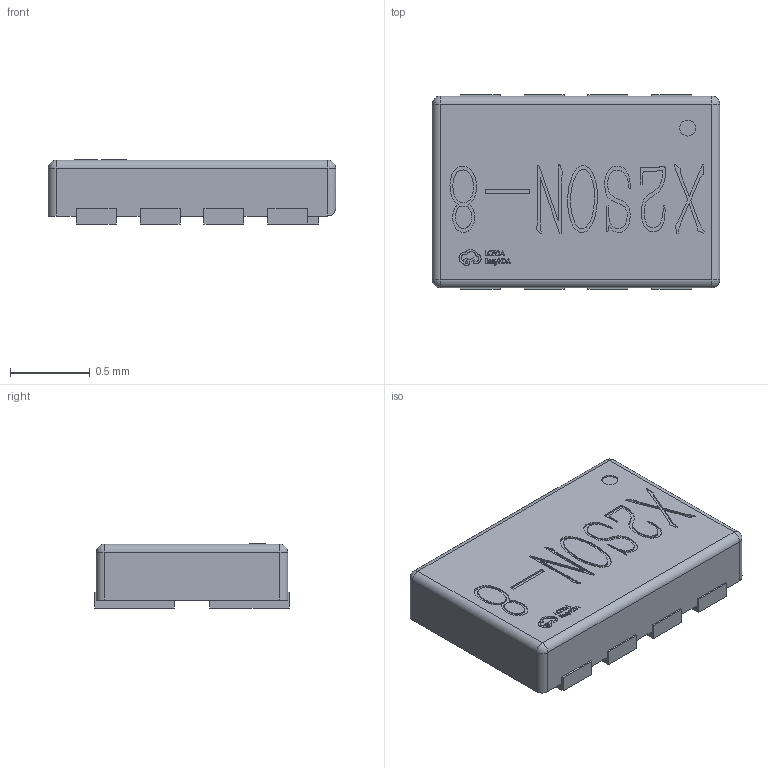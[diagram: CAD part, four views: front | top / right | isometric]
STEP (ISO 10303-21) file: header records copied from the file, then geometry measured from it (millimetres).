
FILE_DESCRIPTION (( 'STEP AP214' ), '1' );
FILE_NAME ('X2SON-8_L1.8-W1.2-H0.4-P0.40-LS1.2-BL.step', '2022-07-26T09:41:24', ( '' ), ( '' ), 'SwSTEP 2.0', 'SolidWorks 2020', '' );
FILE_SCHEMA (( 'AUTOMOTIVE_DESIGN' ));
Length unit declared in the file: millimetre
Products named in the file (1): X2SON-8_L1.8-W1.2-H0.4-P0.40-LS1.2-BL
Bounding box: 1.8 x 1.22 x 0.4 mm (x, y, z)
Volume: 0.8 mm3; surface area: 7.1 mm2
Topology: 14 solids, 14 shells, 553 faces, 1511 edges, 1000 vertices
Faces by surface type: plane 330, bspline 208, cylinder 11, sphere 4
Entity records: 29057 total; most frequent: CARTESIAN_POINT 10243, ORIENTED_EDGE 3014, DIRECTION 1795, EDGE_CURVE 1507, VECTOR 1067, LINE 1067, VERTEX_POINT 1000, EDGE_LOOP 583
